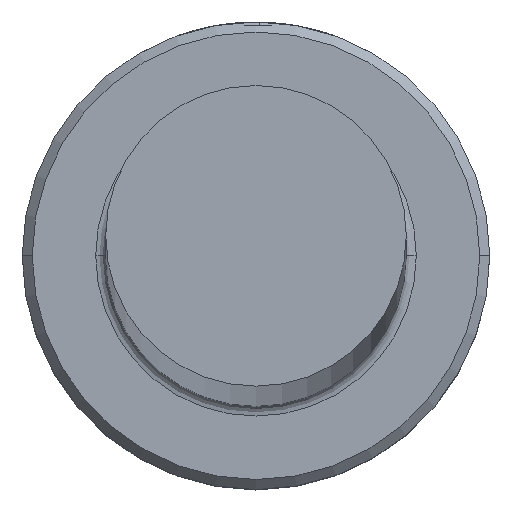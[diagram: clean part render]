
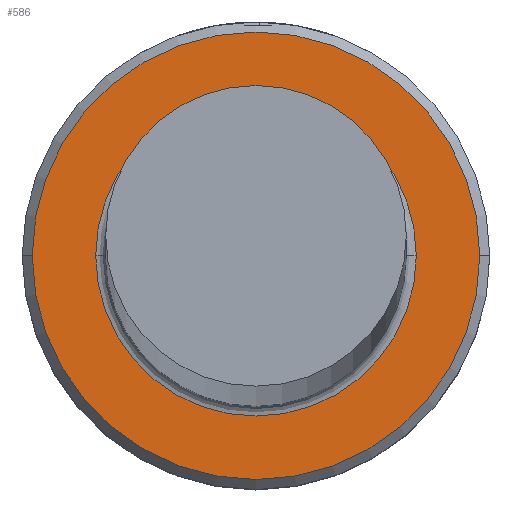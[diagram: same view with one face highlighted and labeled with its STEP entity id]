
A CAD part, top view. The second image highlights one B-rep face of the part: STEP entity #586.
In plain terms, the highlighted planar face has unit normal (0, 0, 1).
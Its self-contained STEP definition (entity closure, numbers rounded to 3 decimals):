
#29 = ORIENTED_EDGE ( 'NONE', *, *, #393, .T. ) ;
#44 = CIRCLE ( 'NONE', #814, 6.7 ) ;
#62 = FACE_BOUND ( 'NONE', #784, .T. ) ;
#84 = EDGE_CURVE ( 'NONE', #346, #1015, #366, .T. ) ;
#116 = DIRECTION ( 'NONE',  ( 0., 0., 1. ) ) ;
#162 = ORIENTED_EDGE ( 'NONE', *, *, #953, .T. ) ;
#179 = VERTEX_POINT ( 'NONE', #188 ) ;
#185 = DIRECTION ( 'NONE',  ( 0., 0., -1. ) ) ;
#188 = CARTESIAN_POINT ( 'NONE',  ( 4.8, 0., 8. ) ) ;
#218 = AXIS2_PLACEMENT_3D ( 'NONE', #424, #358, #350 ) ;
#238 = CIRCLE ( 'NONE', #1017, 4.8 ) ;
#262 = CIRCLE ( 'NONE', #755, 4.8 ) ;
#269 = EDGE_CURVE ( 'NONE', #528, #179, #238, .T. ) ;
#346 = VERTEX_POINT ( 'NONE', #504 ) ;
#350 = DIRECTION ( 'NONE',  ( 1., 0., 0. ) ) ;
#358 = DIRECTION ( 'NONE',  ( 0., 0., 1. ) ) ;
#366 = CIRCLE ( 'NONE', #218, 6.7 ) ;
#393 = EDGE_CURVE ( 'NONE', #1015, #346, #44, .T. ) ;
#424 = CARTESIAN_POINT ( 'NONE',  ( 0., 0., 8. ) ) ;
#427 = ORIENTED_EDGE ( 'NONE', *, *, #84, .T. ) ;
#462 = DIRECTION ( 'NONE',  ( -1., 0., 0. ) ) ;
#504 = CARTESIAN_POINT ( 'NONE',  ( -6.7, 0., 8. ) ) ;
#528 = VERTEX_POINT ( 'NONE', #886 ) ;
#530 = FACE_OUTER_BOUND ( 'NONE', #977, .T. ) ;
#550 = DIRECTION ( 'NONE',  ( 0., 0., -1. ) ) ;
#586 = ADVANCED_FACE ( 'NONE', ( #530, #62 ), #1078, .T. ) ;
#625 = DIRECTION ( 'NONE',  ( 1., 0., 0. ) ) ;
#646 = CARTESIAN_POINT ( 'NONE',  ( 0., 0., 8. ) ) ;
#661 = AXIS2_PLACEMENT_3D ( 'NONE', #809, #1170, #625 ) ;
#675 = CARTESIAN_POINT ( 'NONE',  ( 0., 0., 8. ) ) ;
#738 = CARTESIAN_POINT ( 'NONE',  ( 0., 0., 8. ) ) ;
#755 = AXIS2_PLACEMENT_3D ( 'NONE', #738, #185, #835 ) ;
#762 = DIRECTION ( 'NONE',  ( 1., 0., 0. ) ) ;
#784 = EDGE_LOOP ( 'NONE', ( #829, #162 ) ) ;
#809 = CARTESIAN_POINT ( 'NONE',  ( 0., 0., 8. ) ) ;
#814 = AXIS2_PLACEMENT_3D ( 'NONE', #675, #116, #762 ) ;
#829 = ORIENTED_EDGE ( 'NONE', *, *, #269, .T. ) ;
#835 = DIRECTION ( 'NONE',  ( -1., 0., 0. ) ) ;
#886 = CARTESIAN_POINT ( 'NONE',  ( -4.8, 0., 8. ) ) ;
#953 = EDGE_CURVE ( 'NONE', #179, #528, #262, .T. ) ;
#977 = EDGE_LOOP ( 'NONE', ( #427, #29 ) ) ;
#1015 = VERTEX_POINT ( 'NONE', #1198 ) ;
#1017 = AXIS2_PLACEMENT_3D ( 'NONE', #646, #550, #462 ) ;
#1078 = PLANE ( 'NONE',  #661 ) ;
#1170 = DIRECTION ( 'NONE',  ( 0., 0., 1. ) ) ;
#1198 = CARTESIAN_POINT ( 'NONE',  ( 6.7, 0., 8. ) ) ;
